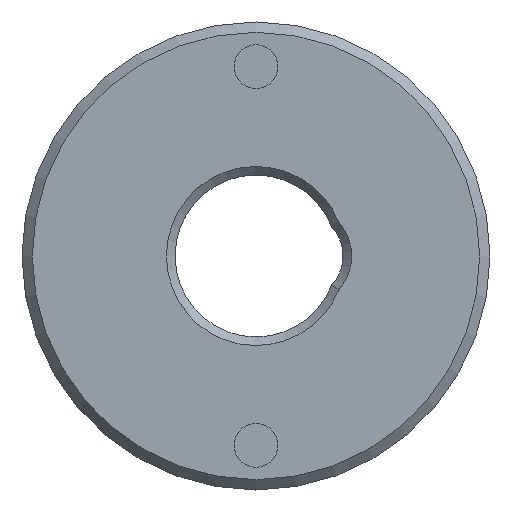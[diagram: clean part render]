
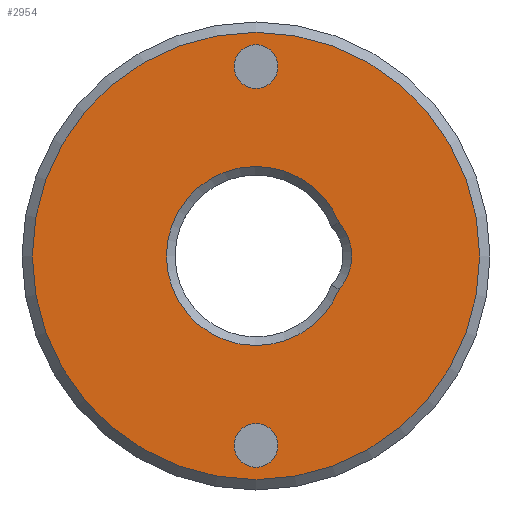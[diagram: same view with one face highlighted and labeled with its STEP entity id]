
A CAD part, left-side view. The second image highlights one B-rep face of the part: STEP entity #2954.
In plain terms, the highlighted planar face has unit normal (-1, 0, 0).
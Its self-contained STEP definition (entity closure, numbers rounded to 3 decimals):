
#25 = DIRECTION ( 'NONE',  ( 0., 0., -1. ) ) ;
#49 = DIRECTION ( 'NONE',  ( -1., 0., 0. ) ) ;
#224 = ORIENTED_EDGE ( 'NONE', *, *, #2999, .F. ) ;
#229 = VERTEX_POINT ( 'NONE', #3474 ) ;
#275 = ORIENTED_EDGE ( 'NONE', *, *, #824, .T. ) ;
#364 = EDGE_LOOP ( 'NONE', ( #3220 ) ) ;
#407 = AXIS2_PLACEMENT_3D ( 'NONE', #1699, #49, #895 ) ;
#564 = CARTESIAN_POINT ( 'NONE',  ( 0., 0., 0. ) ) ;
#582 = AXIS2_PLACEMENT_3D ( 'NONE', #2258, #1398, #2719 ) ;
#595 = DIRECTION ( 'NONE',  ( 0., 0., 1. ) ) ;
#658 = EDGE_LOOP ( 'NONE', ( #2241, #275 ) ) ;
#699 = CIRCLE ( 'NONE', #2555, 1.46 ) ;
#701 = EDGE_CURVE ( 'NONE', #951, #951, #867, .T. ) ;
#784 = DIRECTION ( 'NONE',  ( 1., 0., 0. ) ) ;
#824 = EDGE_CURVE ( 'NONE', #3131, #2914, #699, .T. ) ;
#861 = DIRECTION ( 'NONE',  ( 1., 0., 0. ) ) ;
#867 = CIRCLE ( 'NONE', #582, 6.495 ) ;
#895 = DIRECTION ( 'NONE',  ( 0., 0., 1. ) ) ;
#911 = EDGE_CURVE ( 'NONE', #229, #229, #3138, .T. ) ;
#944 = EDGE_LOOP ( 'NONE', ( #224 ) ) ;
#951 = VERTEX_POINT ( 'NONE', #2132 ) ;
#1097 = FACE_OUTER_BOUND ( 'NONE', #364, .T. ) ;
#1098 = CIRCLE ( 'NONE', #1502, 0.635 ) ;
#1398 = DIRECTION ( 'NONE',  ( 1., 0., 0. ) ) ;
#1502 = AXIS2_PLACEMENT_3D ( 'NONE', #2539, #2764, #2800 ) ;
#1638 = DIRECTION ( 'NONE',  ( 1., 0., 0. ) ) ;
#1653 = PLANE ( 'NONE',  #1844 ) ;
#1699 = CARTESIAN_POINT ( 'NONE',  ( 0., 0., -5.5 ) ) ;
#1775 = CARTESIAN_POINT ( 'NONE',  ( 0., 0., 6.135 ) ) ;
#1802 = ORIENTED_EDGE ( 'NONE', *, *, #911, .F. ) ;
#1844 = AXIS2_PLACEMENT_3D ( 'NONE', #3216, #784, #25 ) ;
#1885 = CARTESIAN_POINT ( 'NONE',  ( 0., -2.413, -0.968 ) ) ;
#1887 = EDGE_LOOP ( 'NONE', ( #1802 ) ) ;
#1918 = FACE_BOUND ( 'NONE', #944, .T. ) ;
#2132 = CARTESIAN_POINT ( 'NONE',  ( 0., 0., -6.495 ) ) ;
#2176 = FACE_BOUND ( 'NONE', #1887, .T. ) ;
#2209 = CARTESIAN_POINT ( 'NONE',  ( 0., -2.413, 0.968 ) ) ;
#2241 = ORIENTED_EDGE ( 'NONE', *, *, #2794, .T. ) ;
#2254 = CARTESIAN_POINT ( 'NONE',  ( 0., -1.32, 0. ) ) ;
#2258 = CARTESIAN_POINT ( 'NONE',  ( 0., 0., 0. ) ) ;
#2539 = CARTESIAN_POINT ( 'NONE',  ( 0., 0., 5.5 ) ) ;
#2555 = AXIS2_PLACEMENT_3D ( 'NONE', #2254, #861, #595 ) ;
#2566 = CIRCLE ( 'NONE', #3254, 2.6 ) ;
#2719 = DIRECTION ( 'NONE',  ( 0., 0., -1. ) ) ;
#2764 = DIRECTION ( 'NONE',  ( -1., 0., 0. ) ) ;
#2794 = EDGE_CURVE ( 'NONE', #2914, #3131, #2566, .T. ) ;
#2800 = DIRECTION ( 'NONE',  ( 0., 0., 1. ) ) ;
#2914 = VERTEX_POINT ( 'NONE', #1885 ) ;
#2930 = FACE_BOUND ( 'NONE', #658, .T. ) ;
#2954 = ADVANCED_FACE ( 'NONE', ( #1097, #2930, #2176, #1918 ), #1653, .F. ) ;
#2999 = EDGE_CURVE ( 'NONE', #3223, #3223, #1098, .T. ) ;
#3131 = VERTEX_POINT ( 'NONE', #2209 ) ;
#3138 = CIRCLE ( 'NONE', #407, 0.635 ) ;
#3216 = CARTESIAN_POINT ( 'NONE',  ( 0., 0., 0. ) ) ;
#3220 = ORIENTED_EDGE ( 'NONE', *, *, #701, .F. ) ;
#3223 = VERTEX_POINT ( 'NONE', #1775 ) ;
#3254 = AXIS2_PLACEMENT_3D ( 'NONE', #564, #1638, #3506 ) ;
#3474 = CARTESIAN_POINT ( 'NONE',  ( 0., 0., -4.865 ) ) ;
#3506 = DIRECTION ( 'NONE',  ( 0., 0., 1. ) ) ;
